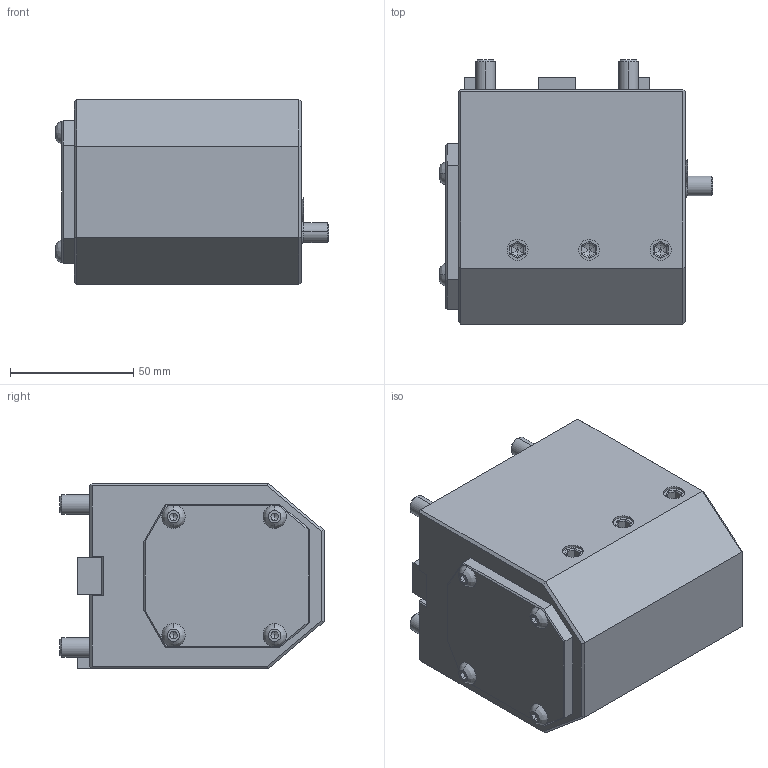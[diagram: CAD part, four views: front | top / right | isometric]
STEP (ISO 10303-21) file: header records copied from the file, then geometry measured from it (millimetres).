
FILE_DESCRIPTION((''),'2;1');
FILE_NAME('NGT_ID_45_40_65_DO','2023-05-15T',('vali'),('NOVA GRUP'),'PRO/ENGINEER BY PARAMETRIC TECHNOLOGY CORPORATION, 2010280','PRO/ENGINEER BY PARAMETRIC TECHNOLOGY CORPORATION, 2010280','');
FILE_SCHEMA(('CONFIG_CONTROL_DESIGN'));
Length unit declared in the file: millimetre
Products named in the file (1): NGT_ID_45_40_65_DO
Bounding box: 110.88 x 107 x 75 mm (x, y, z)
Volume: 518413.1 mm3; surface area: 59912.7 mm2
Topology: 1 solids, 1 shells, 386 faces, 907 edges, 500 vertices
Faces by surface type: plane 194, cylinder 93, bspline 50, cone 47, sphere 2
Entity records: 12968 total; most frequent: CARTESIAN_POINT 4819, ORIENTED_EDGE 1710, DIRECTION 1538, EDGE_CURVE 855, VECTOR 564, LINE 564, VERTEX_POINT 500, AXIS2_PLACEMENT_3D 487
